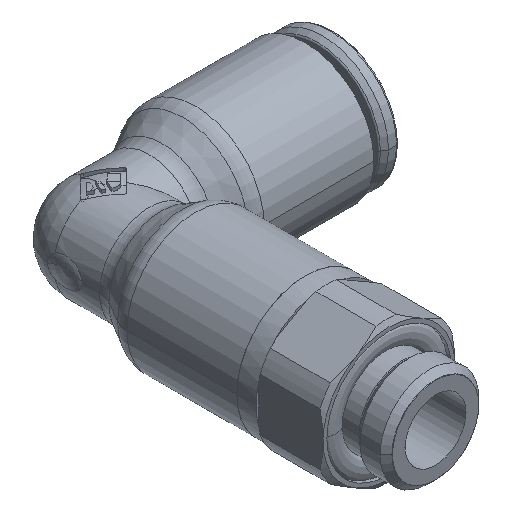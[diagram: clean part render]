
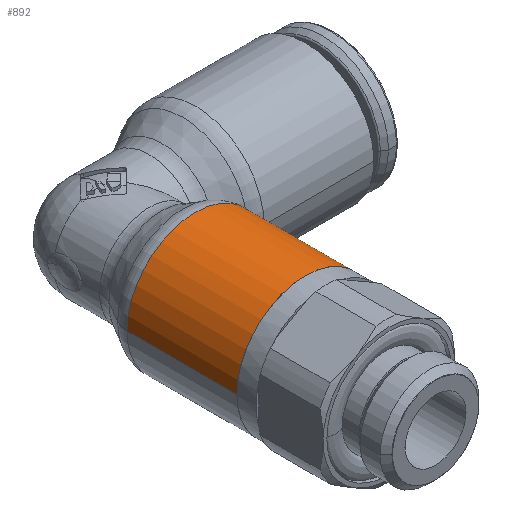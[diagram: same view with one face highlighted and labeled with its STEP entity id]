
A CAD part, isometric view. The second image highlights one B-rep face of the part: STEP entity #892.
In plain terms, the highlighted cylindrical face has radius 6.76 mm (diameter 13.52 mm), a partial arc.
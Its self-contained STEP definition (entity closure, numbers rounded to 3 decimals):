
#892=ADVANCED_FACE('',(#2478),#2479,.T.);
#2478=FACE_OUTER_BOUND('',#5911,.T.);
#2479=CYLINDRICAL_SURFACE('',#5912,6.76);
#5911=EDGE_LOOP('',(#11707,#11708,#11709,#11710,#11711));
#5912=AXIS2_PLACEMENT_3D('',#11712,#11713,#11714);
#11707=ORIENTED_EDGE('',*,*,#15318,.T.);
#11708=ORIENTED_EDGE('',*,*,#15319,.T.);
#11709=ORIENTED_EDGE('',*,*,#15316,.F.);
#11710=ORIENTED_EDGE('',*,*,#15320,.T.);
#11711=ORIENTED_EDGE('',*,*,#15173,.T.);
#11712=CARTESIAN_POINT('',(0.0,-21.14,0.0));
#11713=DIRECTION('',(0.0,-1.0,0.0));
#11714=DIRECTION('',(1.0,0.0,0.0));
#15173=EDGE_CURVE('',#18522,#18526,#18528,.T.);
#15316=EDGE_CURVE('',#18534,#18763,#18764,.T.);
#15318=EDGE_CURVE('',#18526,#18765,#18767,.T.);
#15319=EDGE_CURVE('',#18765,#18763,#18768,.T.);
#15320=EDGE_CURVE('',#18534,#18522,#18769,.T.);
#18522=VERTEX_POINT('',#24475);
#18526=VERTEX_POINT('',#24479);
#18528=CIRCLE('',#24481,6.76);
#18534=VERTEX_POINT('',#24487);
#18763=VERTEX_POINT('',#25116);
#18764=LINE('',#25117,#25118);
#18765=VERTEX_POINT('',#25119);
#18767=LINE('',#25121,#25122);
#18768=CIRCLE('',#25123,6.76);
#18769=CIRCLE('',#25124,6.76);
#24475=CARTESIAN_POINT('',(-6.76,-9.07,0.059));
#24479=CARTESIAN_POINT('',(-6.76,-9.07,0.0));
#24481=AXIS2_PLACEMENT_3D('',#28533,#28534,#28535);
#24487=CARTESIAN_POINT('',(6.76,-9.07,0.0));
#25116=CARTESIAN_POINT('',(6.76,-19.9,0.0));
#25117=CARTESIAN_POINT('',(6.76,-9.07,0.));
#25118=VECTOR('',#28704,10.83);
#25119=CARTESIAN_POINT('',(-6.76,-19.9,0.0));
#25121=CARTESIAN_POINT('',(-6.76,-9.07,0.));
#25122=VECTOR('',#28708,10.83);
#25123=AXIS2_PLACEMENT_3D('',#28709,#28710,#28711);
#25124=AXIS2_PLACEMENT_3D('',#28712,#28713,#28714);
#28533=CARTESIAN_POINT('',(0.0,-9.07,0.0));
#28534=DIRECTION('',(0.0,-1.0,0.0));
#28535=DIRECTION('',(1.0,0.0,0.0));
#28704=DIRECTION('',(0.0,-1.0,0.));
#28708=DIRECTION('',(0.0,-1.0,0.));
#28709=CARTESIAN_POINT('',(0.0,-19.9,0.0));
#28710=DIRECTION('',(0.0,1.0,0.0));
#28711=DIRECTION('',(-1.0,0.0,0.0));
#28712=CARTESIAN_POINT('',(0.0,-9.07,0.0));
#28713=DIRECTION('',(0.0,-1.0,0.0));
#28714=DIRECTION('',(1.0,0.0,0.0));
